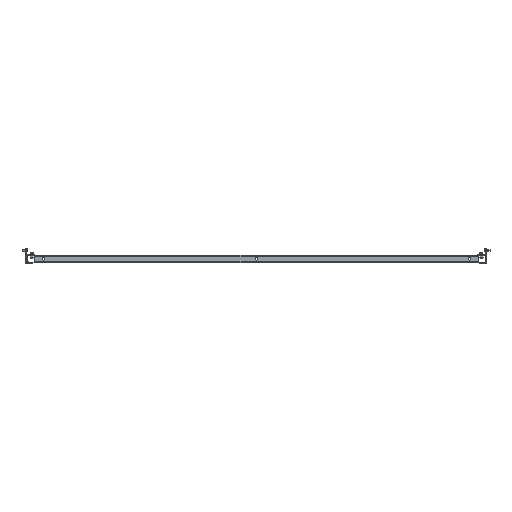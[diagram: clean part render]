
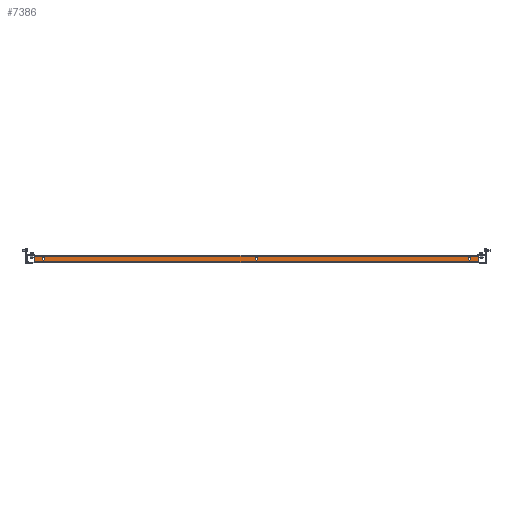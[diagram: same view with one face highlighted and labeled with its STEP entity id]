
A CAD part, left-side view. The second image highlights one B-rep face of the part: STEP entity #7386.
In plain terms, the highlighted planar face has unit normal (-1, 0, 0).
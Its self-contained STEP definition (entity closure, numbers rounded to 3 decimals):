
#38 = CARTESIAN_POINT ( 'NONE',  ( -357.5, 1651.5, -9. ) ) ;
#168 = LINE ( 'NONE', #3220, #5693 ) ;
#336 = ORIENTED_EDGE ( 'NONE', *, *, #1470, .F. ) ;
#392 = EDGE_LOOP ( 'NONE', ( #9664, #2697, #9088, #8011 ) ) ;
#402 = AXIS2_PLACEMENT_3D ( 'NONE', #7422, #2151, #6681 ) ;
#943 = VECTOR ( 'NONE', #2351, 1000. ) ;
#946 = EDGE_CURVE ( 'NONE', #9256, #2593, #4706, .T. ) ;
#957 = CARTESIAN_POINT ( 'NONE',  ( -357.5, 854.5, -9. ) ) ;
#1167 = ORIENTED_EDGE ( 'NONE', *, *, #5962, .F. ) ;
#1206 = CIRCLE ( 'NONE', #5594, 4.5 ) ;
#1209 = EDGE_CURVE ( 'NONE', #5293, #3760, #8460, .T. ) ;
#1279 = ORIENTED_EDGE ( 'NONE', *, *, #3058, .F. ) ;
#1313 = DIRECTION ( 'NONE',  ( 0., 0., -1. ) ) ;
#1470 = EDGE_CURVE ( 'NONE', #7402, #3653, #5570, .T. ) ;
#1674 = CARTESIAN_POINT ( 'NONE',  ( -357.5, 1651.5, -18. ) ) ;
#1712 = VERTEX_POINT ( 'NONE', #2482 ) ;
#1719 = DIRECTION ( 'NONE',  ( 0., 0., -1. ) ) ;
#2109 = AXIS2_PLACEMENT_3D ( 'NONE', #6899, #3191, #1719 ) ;
#2151 = DIRECTION ( 'NONE',  ( -1., 0., 0. ) ) ;
#2159 = VERTEX_POINT ( 'NONE', #7056 ) ;
#2162 = EDGE_LOOP ( 'NONE', ( #1279, #1167 ) ) ;
#2351 = DIRECTION ( 'NONE',  ( 0., -1., 0. ) ) ;
#2386 = CARTESIAN_POINT ( 'NONE',  ( -357.5, 24., -3. ) ) ;
#2482 = CARTESIAN_POINT ( 'NONE',  ( -357.5, 24., -24. ) ) ;
#2494 = CIRCLE ( 'NONE', #9525, 4.5 ) ;
#2593 = VERTEX_POINT ( 'NONE', #7043 ) ;
#2594 = CARTESIAN_POINT ( 'NONE',  ( -357.5, 854.5, -13.5 ) ) ;
#2697 = ORIENTED_EDGE ( 'NONE', *, *, #8169, .T. ) ;
#3058 = EDGE_CURVE ( 'NONE', #4025, #3743, #1206, .T. ) ;
#3191 = DIRECTION ( 'NONE',  ( -1., 0., 0. ) ) ;
#3220 = CARTESIAN_POINT ( 'NONE',  ( -357.5, 1685., 0. ) ) ;
#3271 = CARTESIAN_POINT ( 'NONE',  ( -357.5, 1651.5, -13.5 ) ) ;
#3638 = FACE_OUTER_BOUND ( 'NONE', #392, .T. ) ;
#3653 = VERTEX_POINT ( 'NONE', #9068 ) ;
#3670 = DIRECTION ( 'NONE',  ( 0., 0., 1. ) ) ;
#3678 = CIRCLE ( 'NONE', #2109, 4.5 ) ;
#3743 = VERTEX_POINT ( 'NONE', #1674 ) ;
#3760 = VERTEX_POINT ( 'NONE', #2386 ) ;
#3910 = VECTOR ( 'NONE', #5115, 1000. ) ;
#4025 = VERTEX_POINT ( 'NONE', #38 ) ;
#4074 = EDGE_LOOP ( 'NONE', ( #8942, #336 ) ) ;
#4281 = CIRCLE ( 'NONE', #5075, 4.5 ) ;
#4367 = LINE ( 'NONE', #8815, #7893 ) ;
#4521 = CARTESIAN_POINT ( 'NONE',  ( -357.5, 24., 0. ) ) ;
#4706 = CIRCLE ( 'NONE', #7038, 4.5 ) ;
#4938 = CARTESIAN_POINT ( 'NONE',  ( -357.5, 57.5, -13.5 ) ) ;
#5051 = PLANE ( 'NONE',  #7004 ) ;
#5063 = DIRECTION ( 'NONE',  ( -1., 0., 0. ) ) ;
#5075 = AXIS2_PLACEMENT_3D ( 'NONE', #8772, #5063, #8133 ) ;
#5115 = DIRECTION ( 'NONE',  ( 0., 0., 1. ) ) ;
#5293 = VERTEX_POINT ( 'NONE', #7498 ) ;
#5463 = DIRECTION ( 'NONE',  ( 0., 0., -1. ) ) ;
#5498 = FACE_BOUND ( 'NONE', #8493, .T. ) ;
#5570 = CIRCLE ( 'NONE', #402, 4.5 ) ;
#5594 = AXIS2_PLACEMENT_3D ( 'NONE', #3271, #8452, #6975 ) ;
#5660 = EDGE_CURVE ( 'NONE', #2159, #1712, #4367, .T. ) ;
#5693 = VECTOR ( 'NONE', #5463, 1000. ) ;
#5762 = DIRECTION ( 'NONE',  ( -1., 0., 0. ) ) ;
#5827 = CARTESIAN_POINT ( 'NONE',  ( -357.5, 0., 0. ) ) ;
#5962 = EDGE_CURVE ( 'NONE', #3743, #4025, #3678, .T. ) ;
#6363 = EDGE_CURVE ( 'NONE', #5293, #2159, #168, .T. ) ;
#6681 = DIRECTION ( 'NONE',  ( 0., 0., 1. ) ) ;
#6821 = ORIENTED_EDGE ( 'NONE', *, *, #6859, .F. ) ;
#6859 = EDGE_CURVE ( 'NONE', #2593, #9256, #4281, .T. ) ;
#6899 = CARTESIAN_POINT ( 'NONE',  ( -357.5, 1651.5, -13.5 ) ) ;
#6975 = DIRECTION ( 'NONE',  ( 0., 0., -1. ) ) ;
#6982 = CARTESIAN_POINT ( 'NONE',  ( -357.5, 24., -3. ) ) ;
#7004 = AXIS2_PLACEMENT_3D ( 'NONE', #5827, #8015, #1313 ) ;
#7038 = AXIS2_PLACEMENT_3D ( 'NONE', #2594, #8564, #8703 ) ;
#7043 = CARTESIAN_POINT ( 'NONE',  ( -357.5, 854.5, -18. ) ) ;
#7056 = CARTESIAN_POINT ( 'NONE',  ( -357.5, 1685., -24. ) ) ;
#7386 = ADVANCED_FACE ( 'NONE', ( #7389, #5498, #9499, #3638 ), #5051, .F. ) ;
#7389 = FACE_BOUND ( 'NONE', #4074, .T. ) ;
#7402 = VERTEX_POINT ( 'NONE', #8908 ) ;
#7422 = CARTESIAN_POINT ( 'NONE',  ( -357.5, 57.5, -13.5 ) ) ;
#7498 = CARTESIAN_POINT ( 'NONE',  ( -357.5, 1685., -3. ) ) ;
#7557 = ORIENTED_EDGE ( 'NONE', *, *, #946, .F. ) ;
#7686 = EDGE_CURVE ( 'NONE', #3653, #7402, #2494, .T. ) ;
#7893 = VECTOR ( 'NONE', #8077, 1000. ) ;
#8011 = ORIENTED_EDGE ( 'NONE', *, *, #6363, .T. ) ;
#8015 = DIRECTION ( 'NONE',  ( 1., 0., 0. ) ) ;
#8077 = DIRECTION ( 'NONE',  ( 0., -1., 0. ) ) ;
#8133 = DIRECTION ( 'NONE',  ( 0., 0., 1. ) ) ;
#8136 = LINE ( 'NONE', #4521, #3910 ) ;
#8169 = EDGE_CURVE ( 'NONE', #1712, #3760, #8136, .T. ) ;
#8452 = DIRECTION ( 'NONE',  ( -1., 0., 0. ) ) ;
#8460 = LINE ( 'NONE', #6982, #943 ) ;
#8493 = EDGE_LOOP ( 'NONE', ( #7557, #6821 ) ) ;
#8564 = DIRECTION ( 'NONE',  ( -1., 0., 0. ) ) ;
#8703 = DIRECTION ( 'NONE',  ( 0., 0., 1. ) ) ;
#8772 = CARTESIAN_POINT ( 'NONE',  ( -357.5, 854.5, -13.5 ) ) ;
#8815 = CARTESIAN_POINT ( 'NONE',  ( -357.5, 1685., -24. ) ) ;
#8908 = CARTESIAN_POINT ( 'NONE',  ( -357.5, 57.5, -18. ) ) ;
#8942 = ORIENTED_EDGE ( 'NONE', *, *, #7686, .F. ) ;
#9068 = CARTESIAN_POINT ( 'NONE',  ( -357.5, 57.5, -9. ) ) ;
#9088 = ORIENTED_EDGE ( 'NONE', *, *, #1209, .F. ) ;
#9256 = VERTEX_POINT ( 'NONE', #957 ) ;
#9499 = FACE_BOUND ( 'NONE', #2162, .T. ) ;
#9525 = AXIS2_PLACEMENT_3D ( 'NONE', #4938, #5762, #3670 ) ;
#9664 = ORIENTED_EDGE ( 'NONE', *, *, #5660, .T. ) ;
